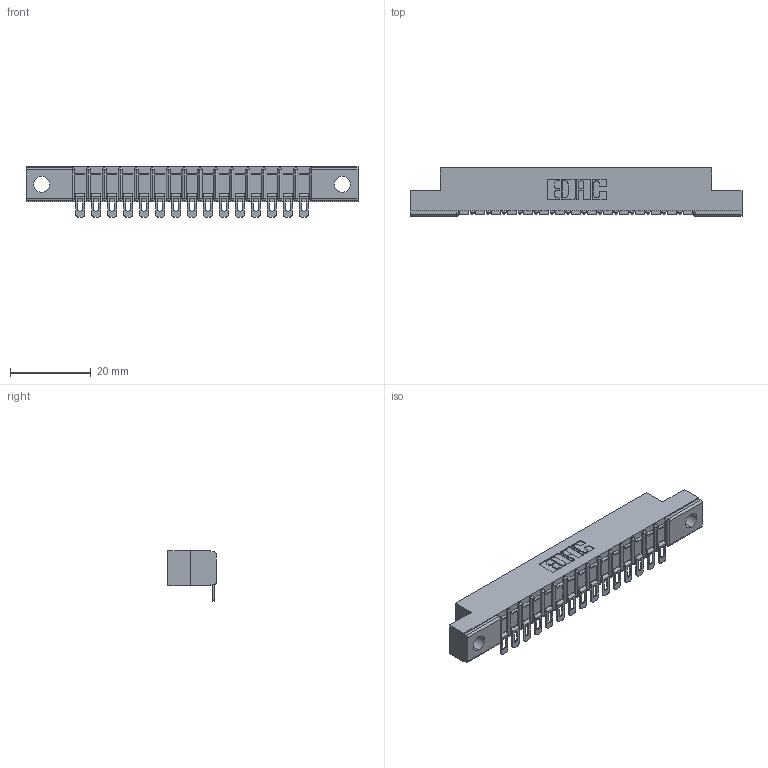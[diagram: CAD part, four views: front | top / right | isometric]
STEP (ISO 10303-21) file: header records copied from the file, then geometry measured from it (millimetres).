
FILE_DESCRIPTION (( 'STEP AP203' ), '1' );
FILE_NAME ('357-015-554-104.STEP', '2018-08-08T01:30:48', ( '' ), ( '' ), 'SwSTEP 2.0', 'SolidWorks 2016', '' );
FILE_SCHEMA (( 'CONFIG_CONTROL_DESIGN' ));
Length unit declared in the file: inch
Products named in the file (3): 357-015-554-104; 307 Part_.156 Dia Mounting Holes; 307-290-002_554
Assembly tree (16 placements, depth 2):
  357-015-554-104
    307 Part_.156 Dia Mounting Holes
    307-290-002_554  x15
Bounding box: 82.45 x 12.01 x 12.52 mm (x, y, z)
Volume: 5338.9 mm3; surface area: 9273.8 mm2
Topology: 16 solids, 16 shells, 1363 faces, 4154 edges, 2724 vertices
Faces by surface type: plane 774, cylinder 557, sphere 32
Entity records: 17571 total; most frequent: CARTESIAN_POINT 2964, ORIENTED_EDGE 2952, DIRECTION 2890, EDGE_CURVE 1476, LINE 1118, VECTOR 1118, VERTEX_POINT 960, AXIS2_PLACEMENT_3D 886
